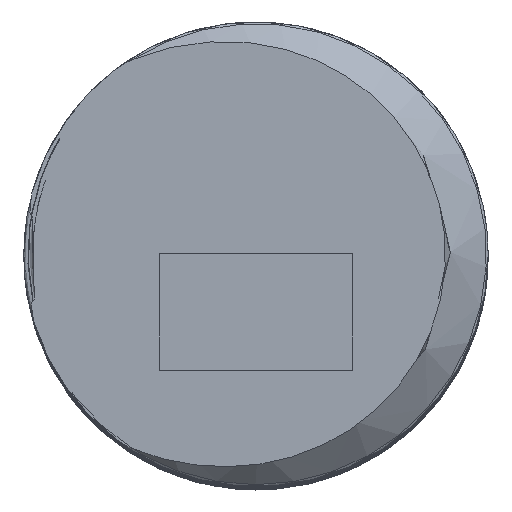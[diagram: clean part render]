
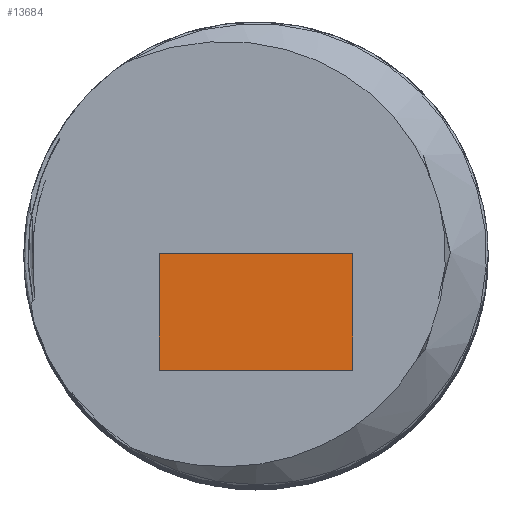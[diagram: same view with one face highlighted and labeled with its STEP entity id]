
A CAD part, top view. The second image highlights one B-rep face of the part: STEP entity #13684.
In plain terms, the highlighted planar face has unit normal (0, 0, 1).
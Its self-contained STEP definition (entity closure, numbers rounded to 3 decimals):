
#193 = CARTESIAN_POINT ( 'NONE',  ( -2.5, -3., 2.5 ) ) ;
#1391 = VECTOR ( 'NONE', #16071, 1000. ) ;
#1407 = VERTEX_POINT ( 'NONE', #6765 ) ;
#1624 = VERTEX_POINT ( 'NONE', #2304 ) ;
#2224 = EDGE_CURVE ( 'NONE', #1407, #13283, #10388, .T. ) ;
#2304 = CARTESIAN_POINT ( 'NONE',  ( -2.5, 0., 2.5 ) ) ;
#2549 = CARTESIAN_POINT ( 'NONE',  ( 2.5, -3., 2.5 ) ) ;
#2923 = EDGE_LOOP ( 'NONE', ( #9529, #9581, #9937, #9979 ) ) ;
#3153 = CARTESIAN_POINT ( 'NONE',  ( -2.5, 0., 2.5 ) ) ;
#4429 = DIRECTION ( 'NONE',  ( 1., 0., 0. ) ) ;
#4930 = LINE ( 'NONE', #3153, #14450 ) ;
#5121 = FACE_OUTER_BOUND ( 'NONE', #2923, .T. ) ;
#5360 = DIRECTION ( 'NONE',  ( 1., 0., 0. ) ) ;
#5583 = CARTESIAN_POINT ( 'NONE',  ( -2.5, -3., 2.5 ) ) ;
#6765 = CARTESIAN_POINT ( 'NONE',  ( -2.5, -3., 2.5 ) ) ;
#6890 = DIRECTION ( 'NONE',  ( 0., 1., 0. ) ) ;
#7161 = CARTESIAN_POINT ( 'NONE',  ( 2.5, 0., 2.5 ) ) ;
#7162 = EDGE_CURVE ( 'NONE', #13283, #8205, #9003, .T. ) ;
#7418 = LINE ( 'NONE', #5583, #13559 ) ;
#8205 = VERTEX_POINT ( 'NONE', #7161 ) ;
#8347 = CARTESIAN_POINT ( 'NONE',  ( -2.5, -3., 2.5 ) ) ;
#8380 = DIRECTION ( 'NONE',  ( 1., 0., 0. ) ) ;
#8777 = CARTESIAN_POINT ( 'NONE',  ( 2.5, -3., 2.5 ) ) ;
#9003 = LINE ( 'NONE', #8777, #1391 ) ;
#9529 = ORIENTED_EDGE ( 'NONE', *, *, #16191, .F. ) ;
#9581 = ORIENTED_EDGE ( 'NONE', *, *, #11032, .F. ) ;
#9937 = ORIENTED_EDGE ( 'NONE', *, *, #2224, .T. ) ;
#9979 = ORIENTED_EDGE ( 'NONE', *, *, #7162, .T. ) ;
#10388 = LINE ( 'NONE', #8347, #10780 ) ;
#10780 = VECTOR ( 'NONE', #8380, 1000. ) ;
#11032 = EDGE_CURVE ( 'NONE', #1407, #1624, #7418, .T. ) ;
#11610 = PLANE ( 'NONE',  #15475 ) ;
#12815 = DIRECTION ( 'NONE',  ( 0., 0., 1. ) ) ;
#13283 = VERTEX_POINT ( 'NONE', #2549 ) ;
#13559 = VECTOR ( 'NONE', #6890, 1000. ) ;
#13684 = ADVANCED_FACE ( 'NONE', ( #5121 ), #11610, .T. ) ;
#14450 = VECTOR ( 'NONE', #4429, 1000. ) ;
#15475 = AXIS2_PLACEMENT_3D ( 'NONE', #193, #12815, #5360 ) ;
#16071 = DIRECTION ( 'NONE',  ( 0., 1., 0. ) ) ;
#16191 = EDGE_CURVE ( 'NONE', #1624, #8205, #4930, .T. ) ;
